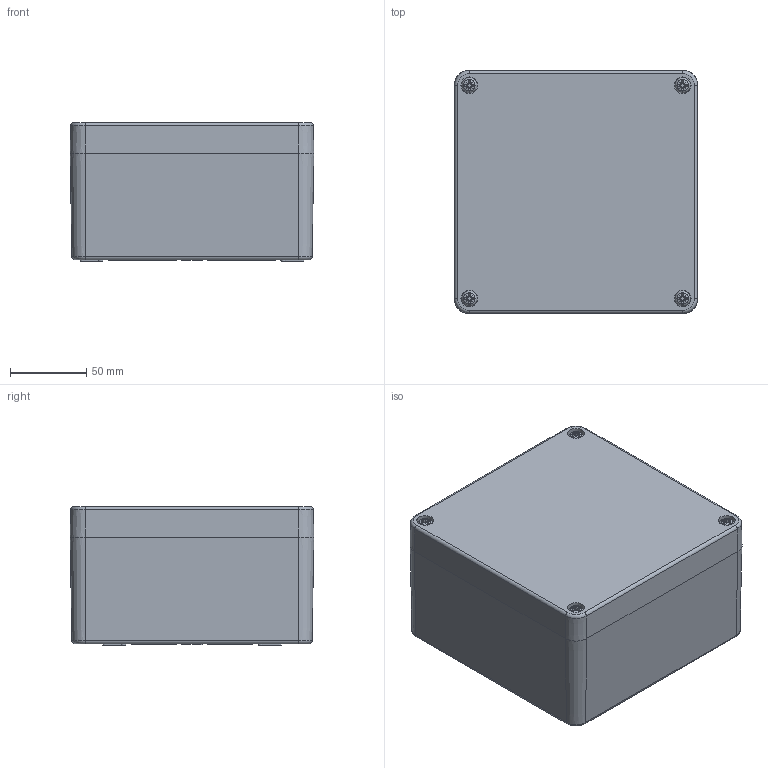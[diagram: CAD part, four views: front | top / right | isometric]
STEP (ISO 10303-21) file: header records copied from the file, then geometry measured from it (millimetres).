
FILE_DESCRIPTION((''),'2;1');
FILE_NAME('0101102500-MBA_161690_VE.stp','2014-10-20T09:48:59',('robin.rentz'),(''),'Autodesk Inventor 2012','Autodesk Inventor 2012','');
FILE_SCHEMA(('CONFIG_CONTROL_DESIGN'));
Length unit declared in the file: millimetre
Products named in the file (5): 0101102500-MBA_161690_VE; 0100102502-UT_161690_VE; 0100102501-OT_161690_VE; Schraube BM 6x25; xxx-O-Ring-MBA_161690
Assembly tree (7 placements, depth 2):
  0101102500-MBA_161690_VE
    0100102502-UT_161690_VE
    0100102501-OT_161690_VE
    Schraube BM 6x25  x4
    xxx-O-Ring-MBA_161690
Bounding box: 160 x 160 x 91 mm (x, y, z)
Volume: 589579.9 mm3; surface area: 234989.8 mm2
Topology: 7 solids, 7 shells, 1437 faces, 3648 edges, 2334 vertices
Faces by surface type: plane 646, bspline 314, cylinder 210, cone 152, torus 70, revolution 40, sphere 5
Full cylindrical faces by diameter (mm): 4.917 x11, 5 x4, 6 x4, 7.2 x5, 7.5 x8, 8 x13, 10 x4, 11 x4, 11.8 x4, 12 x2, 14.5 x4
Entity records: 42577 total; most frequent: CARTESIAN_POINT 12741, ORIENTED_EDGE 6444, DIRECTION 5295, EDGE_CURVE 3222, VERTEX_POINT 2114, VECTOR 1885, LINE 1885, AXIS2_PLACEMENT_3D 1685
